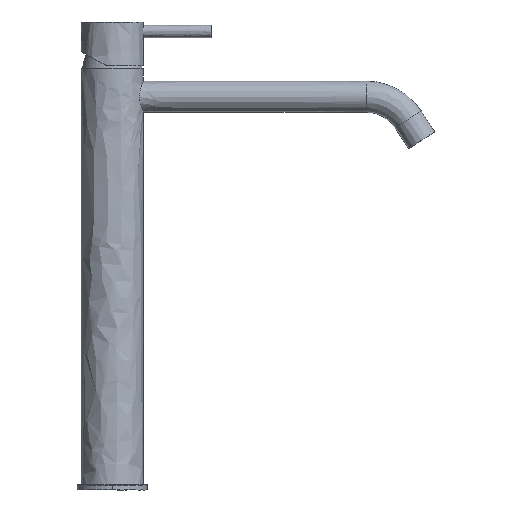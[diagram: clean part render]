
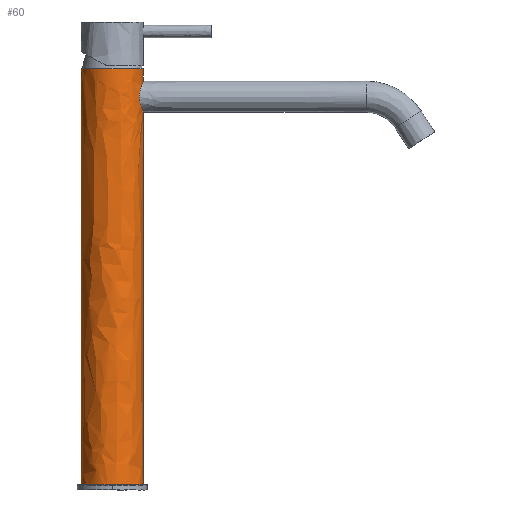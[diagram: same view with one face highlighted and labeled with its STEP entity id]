
A CAD part, left-side view. The second image highlights one B-rep face of the part: STEP entity #60.
In plain terms, the highlighted free-form (B-spline) face has degree [2, 1] with [5, 2] control points.
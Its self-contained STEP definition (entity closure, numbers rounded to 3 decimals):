
#60=ADVANCED_FACE('',(#101),#542,.T.);
#101=FACE_OUTER_BOUND('',#142,.T.);
#142=EDGE_LOOP('',(#198,#199,#200,#201,#202,#203));
#198=ORIENTED_EDGE('',*,*,#362,.T.);
#199=ORIENTED_EDGE('',*,*,#366,.F.);
#200=ORIENTED_EDGE('',*,*,#363,.T.);
#201=ORIENTED_EDGE('',*,*,#354,.F.);
#202=ORIENTED_EDGE('',*,*,#353,.F.);
#203=ORIENTED_EDGE('',*,*,#352,.T.);
#352=EDGE_CURVE('',#497,#502,#438,.T.);
#353=EDGE_CURVE('',#497,#496,#439,.T.);
#354=EDGE_CURVE('',#496,#504,#440,.T.);
#362=EDGE_CURVE('',#502,#498,#447,.T.);
#363=EDGE_CURVE('',#503,#504,#448,.T.);
#366=EDGE_CURVE('',#503,#498,#451,.T.);
#438=(
BOUNDED_CURVE()
B_SPLINE_CURVE(2,(#1086,#1087,#1088,#1089,#1090),.UNSPECIFIED.,.F.,.F.)
B_SPLINE_CURVE_WITH_KNOTS((3,2,3),(0.,31.416,62.832),
 .UNSPECIFIED.)
CURVE()
GEOMETRIC_REPRESENTATION_ITEM()
RATIONAL_B_SPLINE_CURVE((1.,0.707,1.,0.707,1.))
REPRESENTATION_ITEM('')
);
#439=(
BOUNDED_CURVE()
B_SPLINE_CURVE(1,(#1091,#1092),.UNSPECIFIED.,.F.,.F.)
B_SPLINE_CURVE_WITH_KNOTS((2,2),(0.,267.),.UNSPECIFIED.)
CURVE()
GEOMETRIC_REPRESENTATION_ITEM()
RATIONAL_B_SPLINE_CURVE((1.,1.))
REPRESENTATION_ITEM('')
);
#440=(
BOUNDED_CURVE()
B_SPLINE_CURVE(2,(#1093,#1094,#1095,#1096,#1097),.UNSPECIFIED.,.F.,.F.)
B_SPLINE_CURVE_WITH_KNOTS((3,2,3),(0.,31.416,62.832),
 .UNSPECIFIED.)
CURVE()
GEOMETRIC_REPRESENTATION_ITEM()
RATIONAL_B_SPLINE_CURVE((1.,0.707,1.,0.707,1.))
REPRESENTATION_ITEM('')
);
#447=(
BOUNDED_CURVE()
B_SPLINE_CURVE(1,(#1163,#1164),.UNSPECIFIED.,.F.,.F.)
B_SPLINE_CURVE_WITH_KNOTS((2,2),(0.,239.),.UNSPECIFIED.)
CURVE()
GEOMETRIC_REPRESENTATION_ITEM()
RATIONAL_B_SPLINE_CURVE((1.,1.))
REPRESENTATION_ITEM('')
);
#448=(
BOUNDED_CURVE()
B_SPLINE_CURVE(1,(#1165,#1166),.UNSPECIFIED.,.F.,.F.)
B_SPLINE_CURVE_WITH_KNOTS((2,2),(259.,267.),.UNSPECIFIED.)
CURVE()
GEOMETRIC_REPRESENTATION_ITEM()
RATIONAL_B_SPLINE_CURVE((1.,1.))
REPRESENTATION_ITEM('')
);
#451=(
BOUNDED_CURVE()
B_SPLINE_CURVE(3,(#1177,#1178,#1179,#1180,#1181,#1182,#1183,#1184,#1185,
#1186,#1187,#1188,#1189,#1190,#1191,#1192,#1193,#1194,#1195,#1196,#1197,
#1198,#1199,#1200,#1201,#1202,#1203,#1204,#1205,#1206,#1207,#1208,#1209,
#1210),.UNSPECIFIED.,.F.,.F.)
B_SPLINE_CURVE_WITH_KNOTS((4,3,3,3,3,3,3,3,3,3,3,4),(32.152,32.152,
36.184,40.193,44.205,46.215,48.228,
50.241,52.251,56.262,60.272,64.304),
 .UNSPECIFIED.)
CURVE()
GEOMETRIC_REPRESENTATION_ITEM()
RATIONAL_B_SPLINE_CURVE((1.,1.,1.,1.,
1.,1.,1.,1.,
1.,1.,1.,1.,
1.,1.,1.,1.,
1.,1.,1.,1.,
1.,1.,1.,1.,
1.,1.,1.,1.,
1.,1.,1.,1.,
1.,1.))
REPRESENTATION_ITEM('')
);
#496=VERTEX_POINT('',#1074);
#497=VERTEX_POINT('',#1075);
#498=VERTEX_POINT('',#1076);
#502=VERTEX_POINT('',#1080);
#503=VERTEX_POINT('',#1081);
#504=VERTEX_POINT('',#1082);
#542=(
BOUNDED_SURFACE()
B_SPLINE_SURFACE(2,1,((#830,#831),(#832,#833),(#834,#835),(#836,#837),(#838,
#839)),.UNSPECIFIED.,.F.,.F.,.F.)
B_SPLINE_SURFACE_WITH_KNOTS((3,2,3),(2,2),(0.,31.416,62.832),
(0.,267.),.UNSPECIFIED.)
GEOMETRIC_REPRESENTATION_ITEM()
RATIONAL_B_SPLINE_SURFACE(((1.,1.),(0.707,0.707),
(1.,1.),(0.707,0.707),(1.,1.)))
REPRESENTATION_ITEM('')
SURFACE()
);
#830=CARTESIAN_POINT('',(3633.483,1056.477,219.967));
#831=CARTESIAN_POINT('',(3633.483,1056.477,486.967));
#832=CARTESIAN_POINT('',(3613.483,1056.477,219.967));
#833=CARTESIAN_POINT('',(3613.483,1056.477,486.967));
#834=CARTESIAN_POINT('',(3613.483,1036.477,219.967));
#835=CARTESIAN_POINT('',(3613.483,1036.477,486.967));
#836=CARTESIAN_POINT('',(3613.483,1016.477,219.967));
#837=CARTESIAN_POINT('',(3613.483,1016.477,486.967));
#838=CARTESIAN_POINT('',(3633.483,1016.477,219.967));
#839=CARTESIAN_POINT('',(3633.483,1016.477,486.967));
#1074=CARTESIAN_POINT('',(3633.483,1056.477,486.967));
#1075=CARTESIAN_POINT('',(3633.483,1056.477,219.967));
#1076=CARTESIAN_POINT('',(3633.483,1016.477,458.967));
#1080=CARTESIAN_POINT('',(3633.483,1016.477,219.967));
#1081=CARTESIAN_POINT('',(3633.483,1016.477,478.967));
#1082=CARTESIAN_POINT('',(3633.483,1016.477,486.967));
#1086=CARTESIAN_POINT('',(3633.483,1056.477,219.967));
#1087=CARTESIAN_POINT('',(3613.483,1056.477,219.967));
#1088=CARTESIAN_POINT('',(3613.483,1036.477,219.967));
#1089=CARTESIAN_POINT('',(3613.483,1016.477,219.967));
#1090=CARTESIAN_POINT('',(3633.483,1016.477,219.967));
#1091=CARTESIAN_POINT('',(3633.483,1056.477,219.967));
#1092=CARTESIAN_POINT('',(3633.483,1056.477,486.967));
#1093=CARTESIAN_POINT('',(3633.483,1056.477,486.967));
#1094=CARTESIAN_POINT('',(3613.483,1056.477,486.967));
#1095=CARTESIAN_POINT('',(3613.483,1036.477,486.967));
#1096=CARTESIAN_POINT('',(3613.483,1016.477,486.967));
#1097=CARTESIAN_POINT('',(3633.483,1016.477,486.967));
#1163=CARTESIAN_POINT('',(3633.483,1016.477,219.967));
#1164=CARTESIAN_POINT('',(3633.483,1016.477,458.967));
#1165=CARTESIAN_POINT('',(3633.483,1016.477,478.967));
#1166=CARTESIAN_POINT('',(3633.483,1016.477,486.967));
#1177=CARTESIAN_POINT('',(3633.483,1016.477,478.967));
#1178=CARTESIAN_POINT('',(3633.483,1016.477,478.967));
#1179=CARTESIAN_POINT('',(3633.483,1016.477,478.967));
#1180=CARTESIAN_POINT('',(3633.483,1016.477,478.967));
#1181=CARTESIAN_POINT('',(3632.141,1016.477,478.967));
#1182=CARTESIAN_POINT('',(3630.83,1016.615,478.698));
#1183=CARTESIAN_POINT('',(3629.614,1016.855,478.188));
#1184=CARTESIAN_POINT('',(3628.405,1017.093,477.681));
#1185=CARTESIAN_POINT('',(3627.321,1017.425,476.947));
#1186=CARTESIAN_POINT('',(3626.412,1017.769,476.038));
#1187=CARTESIAN_POINT('',(3625.502,1018.112,475.128));
#1188=CARTESIAN_POINT('',(3624.769,1018.466,474.043));
#1189=CARTESIAN_POINT('',(3624.263,1018.729,472.838));
#1190=CARTESIAN_POINT('',(3624.009,1018.861,472.234));
#1191=CARTESIAN_POINT('',(3623.814,1018.969,471.603));
#1192=CARTESIAN_POINT('',(3623.682,1019.043,470.952));
#1193=CARTESIAN_POINT('',(3623.55,1019.117,470.3));
#1194=CARTESIAN_POINT('',(3623.483,1019.156,469.636));
#1195=CARTESIAN_POINT('',(3623.483,1019.156,468.967));
#1196=CARTESIAN_POINT('',(3623.483,1019.156,468.297));
#1197=CARTESIAN_POINT('',(3623.55,1019.117,467.633));
#1198=CARTESIAN_POINT('',(3623.682,1019.043,466.981));
#1199=CARTESIAN_POINT('',(3623.814,1018.969,466.33));
#1200=CARTESIAN_POINT('',(3624.009,1018.861,465.699));
#1201=CARTESIAN_POINT('',(3624.263,1018.729,465.095));
#1202=CARTESIAN_POINT('',(3624.769,1018.466,463.89));
#1203=CARTESIAN_POINT('',(3625.502,1018.112,462.805));
#1204=CARTESIAN_POINT('',(3626.412,1017.769,461.896));
#1205=CARTESIAN_POINT('',(3627.321,1017.425,460.986));
#1206=CARTESIAN_POINT('',(3628.405,1017.093,460.253));
#1207=CARTESIAN_POINT('',(3629.614,1016.855,459.745));
#1208=CARTESIAN_POINT('',(3630.83,1016.615,459.235));
#1209=CARTESIAN_POINT('',(3632.141,1016.477,458.967));
#1210=CARTESIAN_POINT('',(3633.483,1016.477,458.967));
